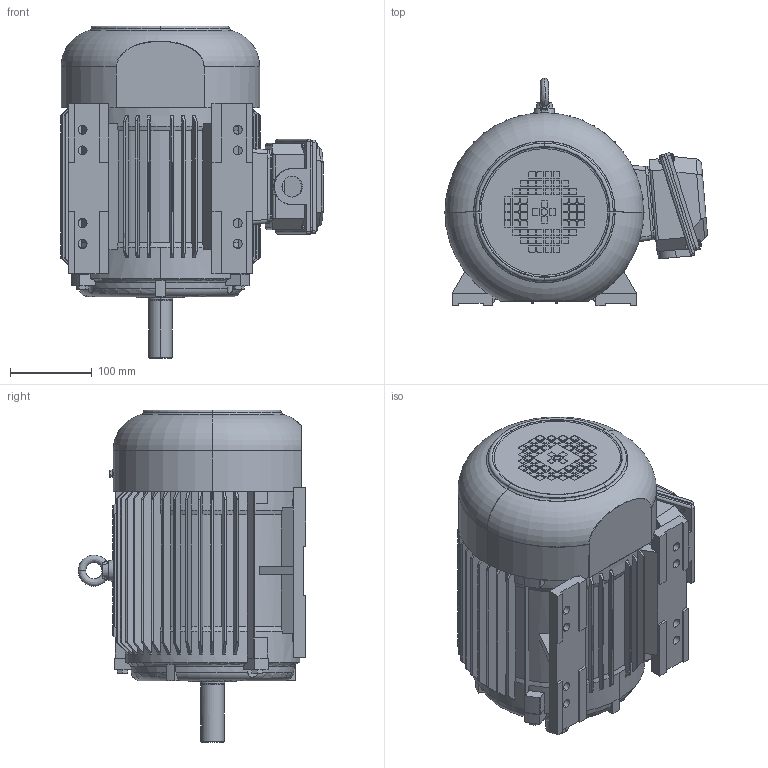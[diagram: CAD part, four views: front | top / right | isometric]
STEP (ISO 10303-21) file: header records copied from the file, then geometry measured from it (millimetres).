
FILE_DESCRIPTION (( 'STEP AP214' ), '1' );
FILE_NAME ('PEWWE-184T.STEP', '2018-07-16T22:59:26', ( '' ), ( '' ), 'SwSTEP 2.0', 'SolidWorks 2017', '' );
FILE_SCHEMA (( 'AUTOMOTIVE_DESIGN' ));
Length unit declared in the file: inch
Products named in the file (1): PEWWE-184T
Bounding box: 321.5 x 278.4 x 406.37 mm (x, y, z)
Volume: 9297245.3 mm3; surface area: 920433.6 mm2
Topology: 15 solids, 22 shells, 1637 faces, 4469 edges, 2945 vertices
Faces by surface type: plane 744, cylinder 580, cone 218, torus 50, bspline 45
Entity records: 61940 total; most frequent: CARTESIAN_POINT 20421, ORIENTED_EDGE 8922, DIRECTION 8333, EDGE_CURVE 4461, AXIS2_PLACEMENT_3D 2990, VERTEX_POINT 2945, VECTOR 2353, LINE 2353
